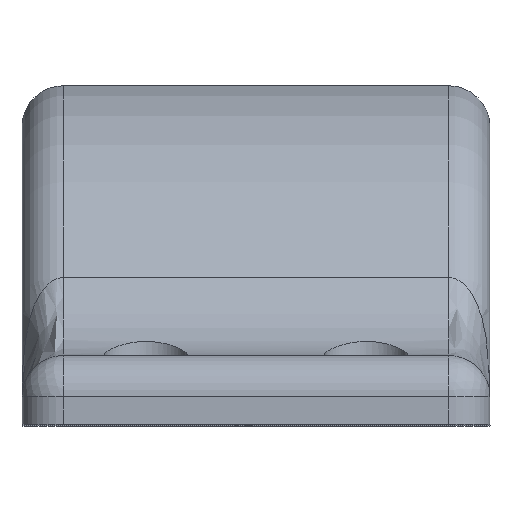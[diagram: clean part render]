
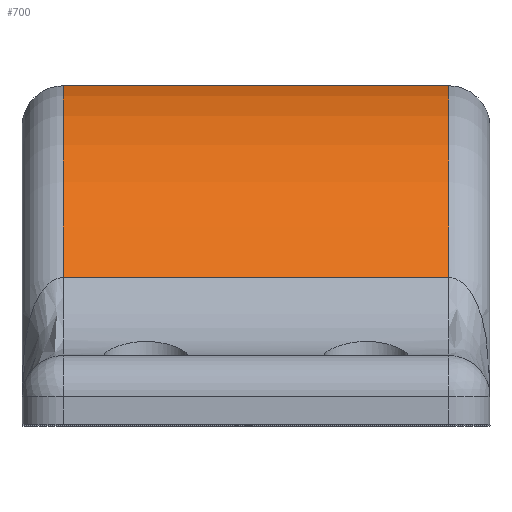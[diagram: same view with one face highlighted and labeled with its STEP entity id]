
A CAD part, top view. The second image highlights one B-rep face of the part: STEP entity #700.
In plain terms, the highlighted cylindrical face has radius 24.75 mm (diameter 49.5 mm), a partial arc.
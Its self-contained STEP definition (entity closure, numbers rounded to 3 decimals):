
#42=LINE('',#1183,#86);
#47=LINE('',#1325,#91);
#86=VECTOR('',#848,10.);
#91=VECTOR('',#869,10.);
#131=CYLINDRICAL_SURFACE('',#761,24.75);
#156=FACE_OUTER_BOUND('',#200,.T.);
#200=EDGE_LOOP('',(#501,#502,#503,#504));
#264=CIRCLE('',#759,24.75);
#266=CIRCLE('',#762,24.75);
#309=VERTEX_POINT('',#1124);
#314=VERTEX_POINT('',#1182);
#321=VERTEX_POINT('',#1308);
#323=VERTEX_POINT('',#1323);
#378=EDGE_CURVE('',#309,#314,#42,.T.);
#388=EDGE_CURVE('',#314,#321,#264,.T.);
#391=EDGE_CURVE('',#323,#309,#266,.T.);
#392=EDGE_CURVE('',#321,#323,#47,.T.);
#501=ORIENTED_EDGE('',*,*,#378,.F.);
#502=ORIENTED_EDGE('',*,*,#391,.F.);
#503=ORIENTED_EDGE('',*,*,#392,.F.);
#504=ORIENTED_EDGE('',*,*,#388,.F.);
#700=ADVANCED_FACE('',(#156),#131,.T.);
#759=AXIS2_PLACEMENT_3D('',#1309,#861,#862);
#761=AXIS2_PLACEMENT_3D('',#1322,#865,#866);
#762=AXIS2_PLACEMENT_3D('',#1324,#867,#868);
#848=DIRECTION('',(1.,0.,0.));
#861=DIRECTION('center_axis',(1.,0.,0.));
#862=DIRECTION('ref_axis',(0.,1.,0.));
#865=DIRECTION('center_axis',(1.,0.,0.));
#866=DIRECTION('ref_axis',(0.,0.,-1.));
#867=DIRECTION('center_axis',(-1.,0.,0.));
#868=DIRECTION('ref_axis',(0.,1.,0.));
#869=DIRECTION('',(-1.,0.,0.));
#1124=CARTESIAN_POINT('',(249.613,-51.817,-62.325));
#1182=CARTESIAN_POINT('',(277.613,-51.817,-62.325));
#1183=CARTESIAN_POINT('',(246.613,-51.817,-62.325));
#1308=CARTESIAN_POINT('',(277.613,-51.817,-17.675));
#1309=CARTESIAN_POINT('Origin',(277.613,-62.5,-40.));
#1322=CARTESIAN_POINT('Origin',(246.613,-62.5,-40.));
#1323=CARTESIAN_POINT('',(249.613,-51.817,-17.675));
#1324=CARTESIAN_POINT('Origin',(249.613,-62.5,-40.));
#1325=CARTESIAN_POINT('',(246.613,-51.817,-17.675));
